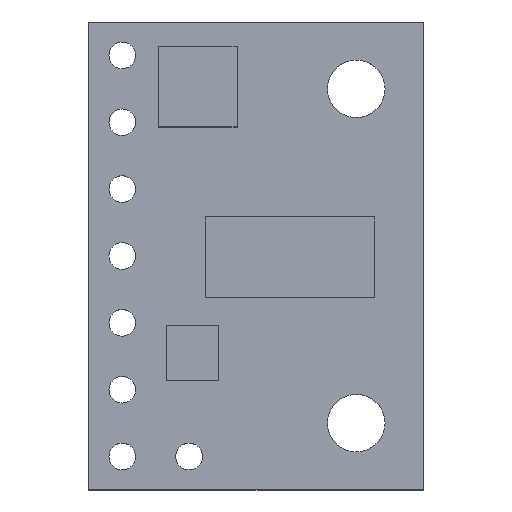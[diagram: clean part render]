
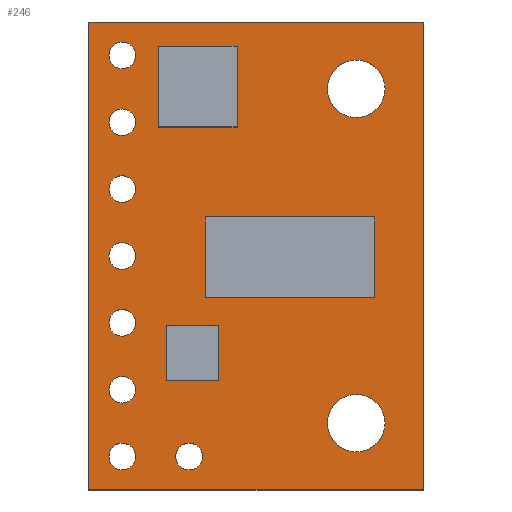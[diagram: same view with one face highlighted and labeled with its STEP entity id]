
A CAD part, top view. The second image highlights one B-rep face of the part: STEP entity #246.
In plain terms, the highlighted planar face has unit normal (0, 0, 1).
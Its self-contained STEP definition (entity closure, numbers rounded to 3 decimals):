
#24 = VERTEX_POINT('',#25);
#25 = CARTESIAN_POINT('',(0.,0.,1.016));
#31 = EDGE_CURVE('',#24,#32,#34,.T.);
#32 = VERTEX_POINT('',#33);
#33 = CARTESIAN_POINT('',(12.7,0.,1.016));
#34 = LINE('',#35,#36);
#35 = CARTESIAN_POINT('',(0.,0.,1.016));
#36 = VECTOR('',#37,1.);
#37 = DIRECTION('',(1.,0.,0.));
#64 = VERTEX_POINT('',#65);
#65 = CARTESIAN_POINT('',(0.,-17.78,1.016));
#71 = EDGE_CURVE('',#64,#24,#72,.T.);
#72 = LINE('',#73,#74);
#73 = CARTESIAN_POINT('',(0.,-17.78,1.016));
#74 = VECTOR('',#75,1.);
#75 = DIRECTION('',(0.,1.,0.));
#93 = EDGE_CURVE('',#32,#94,#96,.T.);
#94 = VERTEX_POINT('',#95);
#95 = CARTESIAN_POINT('',(12.7,-17.78,1.016));
#96 = LINE('',#97,#98);
#97 = CARTESIAN_POINT('',(12.7,0.,1.016));
#98 = VECTOR('',#99,1.);
#99 = DIRECTION('',(0.,-1.,0.));
#246 = ADVANCED_FACE('',(#247,#258,#269,#280,#291,#302,#313,#347,#358,
    #392,#403,#414,#425,#459),#470,.T.);
#247 = FACE_BOUND('',#248,.T.);
#248 = EDGE_LOOP('',(#249,#250,#251,#257));
#249 = ORIENTED_EDGE('',*,*,#31,.F.);
#250 = ORIENTED_EDGE('',*,*,#71,.F.);
#251 = ORIENTED_EDGE('',*,*,#252,.F.);
#252 = EDGE_CURVE('',#94,#64,#253,.T.);
#253 = LINE('',#254,#255);
#254 = CARTESIAN_POINT('',(12.7,-17.78,1.016));
#255 = VECTOR('',#256,1.);
#256 = DIRECTION('',(-1.,0.,0.));
#257 = ORIENTED_EDGE('',*,*,#93,.F.);
#258 = FACE_BOUND('',#259,.T.);
#259 = EDGE_LOOP('',(#260));
#260 = ORIENTED_EDGE('',*,*,#261,.F.);
#261 = EDGE_CURVE('',#262,#262,#264,.T.);
#262 = VERTEX_POINT('',#263);
#263 = CARTESIAN_POINT('',(1.778,-16.51,1.016));
#264 = CIRCLE('',#265,0.508);
#265 = AXIS2_PLACEMENT_3D('',#266,#267,#268);
#266 = CARTESIAN_POINT('',(1.27,-16.51,1.016));
#267 = DIRECTION('',(0.,0.,1.));
#268 = DIRECTION('',(1.,0.,0.));
#269 = FACE_BOUND('',#270,.T.);
#270 = EDGE_LOOP('',(#271));
#271 = ORIENTED_EDGE('',*,*,#272,.F.);
#272 = EDGE_CURVE('',#273,#273,#275,.T.);
#273 = VERTEX_POINT('',#274);
#274 = CARTESIAN_POINT('',(1.778,-13.97,1.016));
#275 = CIRCLE('',#276,0.508);
#276 = AXIS2_PLACEMENT_3D('',#277,#278,#279);
#277 = CARTESIAN_POINT('',(1.27,-13.97,1.016));
#278 = DIRECTION('',(0.,0.,1.));
#279 = DIRECTION('',(1.,0.,0.));
#280 = FACE_BOUND('',#281,.T.);
#281 = EDGE_LOOP('',(#282));
#282 = ORIENTED_EDGE('',*,*,#283,.F.);
#283 = EDGE_CURVE('',#284,#284,#286,.T.);
#284 = VERTEX_POINT('',#285);
#285 = CARTESIAN_POINT('',(4.318,-16.51,1.016));
#286 = CIRCLE('',#287,0.508);
#287 = AXIS2_PLACEMENT_3D('',#288,#289,#290);
#288 = CARTESIAN_POINT('',(3.81,-16.51,1.016));
#289 = DIRECTION('',(0.,0.,1.));
#290 = DIRECTION('',(1.,0.,0.));
#291 = FACE_BOUND('',#292,.T.);
#292 = EDGE_LOOP('',(#293));
#293 = ORIENTED_EDGE('',*,*,#294,.F.);
#294 = EDGE_CURVE('',#295,#295,#297,.T.);
#295 = VERTEX_POINT('',#296);
#296 = CARTESIAN_POINT('',(1.778,-11.43,1.016));
#297 = CIRCLE('',#298,0.508);
#298 = AXIS2_PLACEMENT_3D('',#299,#300,#301);
#299 = CARTESIAN_POINT('',(1.27,-11.43,1.016));
#300 = DIRECTION('',(0.,0.,1.));
#301 = DIRECTION('',(1.,0.,0.));
#302 = FACE_BOUND('',#303,.T.);
#303 = EDGE_LOOP('',(#304));
#304 = ORIENTED_EDGE('',*,*,#305,.F.);
#305 = EDGE_CURVE('',#306,#306,#308,.T.);
#306 = VERTEX_POINT('',#307);
#307 = CARTESIAN_POINT('',(1.778,-8.89,1.016));
#308 = CIRCLE('',#309,0.508);
#309 = AXIS2_PLACEMENT_3D('',#310,#311,#312);
#310 = CARTESIAN_POINT('',(1.27,-8.89,1.016));
#311 = DIRECTION('',(0.,0.,1.));
#312 = DIRECTION('',(1.,0.,0.));
#313 = FACE_BOUND('',#314,.T.);
#314 = EDGE_LOOP('',(#315,#325,#333,#341));
#315 = ORIENTED_EDGE('',*,*,#316,.T.);
#316 = EDGE_CURVE('',#317,#319,#321,.T.);
#317 = VERTEX_POINT('',#318);
#318 = CARTESIAN_POINT('',(2.94,-13.62,1.016));
#319 = VERTEX_POINT('',#320);
#320 = CARTESIAN_POINT('',(2.94,-11.52,1.016));
#321 = LINE('',#322,#323);
#322 = CARTESIAN_POINT('',(2.94,-13.62,1.016));
#323 = VECTOR('',#324,1.);
#324 = DIRECTION('',(0.,1.,0.));
#325 = ORIENTED_EDGE('',*,*,#326,.T.);
#326 = EDGE_CURVE('',#319,#327,#329,.T.);
#327 = VERTEX_POINT('',#328);
#328 = CARTESIAN_POINT('',(4.94,-11.52,1.016));
#329 = LINE('',#330,#331);
#330 = CARTESIAN_POINT('',(2.94,-11.52,1.016));
#331 = VECTOR('',#332,1.);
#332 = DIRECTION('',(1.,0.,0.));
#333 = ORIENTED_EDGE('',*,*,#334,.T.);
#334 = EDGE_CURVE('',#327,#335,#337,.T.);
#335 = VERTEX_POINT('',#336);
#336 = CARTESIAN_POINT('',(4.94,-13.62,1.016));
#337 = LINE('',#338,#339);
#338 = CARTESIAN_POINT('',(4.94,-11.52,1.016));
#339 = VECTOR('',#340,1.);
#340 = DIRECTION('',(0.,-1.,0.));
#341 = ORIENTED_EDGE('',*,*,#342,.T.);
#342 = EDGE_CURVE('',#335,#317,#343,.T.);
#343 = LINE('',#344,#345);
#344 = CARTESIAN_POINT('',(4.94,-13.62,1.016));
#345 = VECTOR('',#346,1.);
#346 = DIRECTION('',(-1.,0.,0.));
#347 = FACE_BOUND('',#348,.T.);
#348 = EDGE_LOOP('',(#349));
#349 = ORIENTED_EDGE('',*,*,#350,.F.);
#350 = EDGE_CURVE('',#351,#351,#353,.T.);
#351 = VERTEX_POINT('',#352);
#352 = CARTESIAN_POINT('',(11.252,-15.24,1.016));
#353 = CIRCLE('',#354,1.092);
#354 = AXIS2_PLACEMENT_3D('',#355,#356,#357);
#355 = CARTESIAN_POINT('',(10.16,-15.24,1.016));
#356 = DIRECTION('',(0.,0.,1.));
#357 = DIRECTION('',(1.,0.,0.));
#358 = FACE_BOUND('',#359,.T.);
#359 = EDGE_LOOP('',(#360,#370,#378,#386));
#360 = ORIENTED_EDGE('',*,*,#361,.T.);
#361 = EDGE_CURVE('',#362,#364,#366,.T.);
#362 = VERTEX_POINT('',#363);
#363 = CARTESIAN_POINT('',(4.43,-10.471,1.016));
#364 = VERTEX_POINT('',#365);
#365 = CARTESIAN_POINT('',(4.43,-7.411,1.016));
#366 = LINE('',#367,#368);
#367 = CARTESIAN_POINT('',(4.43,-10.471,1.016));
#368 = VECTOR('',#369,1.);
#369 = DIRECTION('',(0.,1.,0.));
#370 = ORIENTED_EDGE('',*,*,#371,.T.);
#371 = EDGE_CURVE('',#364,#372,#374,.T.);
#372 = VERTEX_POINT('',#373);
#373 = CARTESIAN_POINT('',(10.86,-7.411,1.016));
#374 = LINE('',#375,#376);
#375 = CARTESIAN_POINT('',(4.43,-7.411,1.016));
#376 = VECTOR('',#377,1.);
#377 = DIRECTION('',(1.,0.,0.));
#378 = ORIENTED_EDGE('',*,*,#379,.T.);
#379 = EDGE_CURVE('',#372,#380,#382,.T.);
#380 = VERTEX_POINT('',#381);
#381 = CARTESIAN_POINT('',(10.86,-10.471,1.016));
#382 = LINE('',#383,#384);
#383 = CARTESIAN_POINT('',(10.86,-7.411,1.016));
#384 = VECTOR('',#385,1.);
#385 = DIRECTION('',(0.,-1.,0.));
#386 = ORIENTED_EDGE('',*,*,#387,.T.);
#387 = EDGE_CURVE('',#380,#362,#388,.T.);
#388 = LINE('',#389,#390);
#389 = CARTESIAN_POINT('',(10.86,-10.471,1.016));
#390 = VECTOR('',#391,1.);
#391 = DIRECTION('',(-1.,0.,0.));
#392 = FACE_BOUND('',#393,.T.);
#393 = EDGE_LOOP('',(#394));
#394 = ORIENTED_EDGE('',*,*,#395,.F.);
#395 = EDGE_CURVE('',#396,#396,#398,.T.);
#396 = VERTEX_POINT('',#397);
#397 = CARTESIAN_POINT('',(1.778,-6.35,1.016));
#398 = CIRCLE('',#399,0.508);
#399 = AXIS2_PLACEMENT_3D('',#400,#401,#402);
#400 = CARTESIAN_POINT('',(1.27,-6.35,1.016));
#401 = DIRECTION('',(0.,0.,1.));
#402 = DIRECTION('',(1.,0.,0.));
#403 = FACE_BOUND('',#404,.T.);
#404 = EDGE_LOOP('',(#405));
#405 = ORIENTED_EDGE('',*,*,#406,.F.);
#406 = EDGE_CURVE('',#407,#407,#409,.T.);
#407 = VERTEX_POINT('',#408);
#408 = CARTESIAN_POINT('',(1.778,-3.81,1.016));
#409 = CIRCLE('',#410,0.508);
#410 = AXIS2_PLACEMENT_3D('',#411,#412,#413);
#411 = CARTESIAN_POINT('',(1.27,-3.81,1.016));
#412 = DIRECTION('',(0.,0.,1.));
#413 = DIRECTION('',(1.,0.,0.));
#414 = FACE_BOUND('',#415,.T.);
#415 = EDGE_LOOP('',(#416));
#416 = ORIENTED_EDGE('',*,*,#417,.F.);
#417 = EDGE_CURVE('',#418,#418,#420,.T.);
#418 = VERTEX_POINT('',#419);
#419 = CARTESIAN_POINT('',(1.778,-1.27,1.016));
#420 = CIRCLE('',#421,0.508);
#421 = AXIS2_PLACEMENT_3D('',#422,#423,#424);
#422 = CARTESIAN_POINT('',(1.27,-1.27,1.016));
#423 = DIRECTION('',(0.,0.,1.));
#424 = DIRECTION('',(1.,0.,0.));
#425 = FACE_BOUND('',#426,.T.);
#426 = EDGE_LOOP('',(#427,#437,#445,#453));
#427 = ORIENTED_EDGE('',*,*,#428,.T.);
#428 = EDGE_CURVE('',#429,#431,#433,.T.);
#429 = VERTEX_POINT('',#430);
#430 = CARTESIAN_POINT('',(2.63,-3.99,1.016));
#431 = VERTEX_POINT('',#432);
#432 = CARTESIAN_POINT('',(2.63,-0.93,1.016));
#433 = LINE('',#434,#435);
#434 = CARTESIAN_POINT('',(2.63,-3.99,1.016));
#435 = VECTOR('',#436,1.);
#436 = DIRECTION('',(0.,1.,0.));
#437 = ORIENTED_EDGE('',*,*,#438,.T.);
#438 = EDGE_CURVE('',#431,#439,#441,.T.);
#439 = VERTEX_POINT('',#440);
#440 = CARTESIAN_POINT('',(5.63,-0.93,1.016));
#441 = LINE('',#442,#443);
#442 = CARTESIAN_POINT('',(2.63,-0.93,1.016));
#443 = VECTOR('',#444,1.);
#444 = DIRECTION('',(1.,0.,0.));
#445 = ORIENTED_EDGE('',*,*,#446,.T.);
#446 = EDGE_CURVE('',#439,#447,#449,.T.);
#447 = VERTEX_POINT('',#448);
#448 = CARTESIAN_POINT('',(5.63,-3.99,1.016));
#449 = LINE('',#450,#451);
#450 = CARTESIAN_POINT('',(5.63,-0.93,1.016));
#451 = VECTOR('',#452,1.);
#452 = DIRECTION('',(0.,-1.,0.));
#453 = ORIENTED_EDGE('',*,*,#454,.T.);
#454 = EDGE_CURVE('',#447,#429,#455,.T.);
#455 = LINE('',#456,#457);
#456 = CARTESIAN_POINT('',(5.63,-3.99,1.016));
#457 = VECTOR('',#458,1.);
#458 = DIRECTION('',(-1.,0.,0.));
#459 = FACE_BOUND('',#460,.T.);
#460 = EDGE_LOOP('',(#461));
#461 = ORIENTED_EDGE('',*,*,#462,.F.);
#462 = EDGE_CURVE('',#463,#463,#465,.T.);
#463 = VERTEX_POINT('',#464);
#464 = CARTESIAN_POINT('',(11.252,-2.54,1.016));
#465 = CIRCLE('',#466,1.092);
#466 = AXIS2_PLACEMENT_3D('',#467,#468,#469);
#467 = CARTESIAN_POINT('',(10.16,-2.54,1.016));
#468 = DIRECTION('',(0.,0.,1.));
#469 = DIRECTION('',(1.,0.,0.));
#470 = PLANE('',#471);
#471 = AXIS2_PLACEMENT_3D('',#472,#473,#474);
#472 = CARTESIAN_POINT('',(5.736,-9.105,1.016));
#473 = DIRECTION('',(0.,0.,1.));
#474 = DIRECTION('',(1.,0.,0.));
